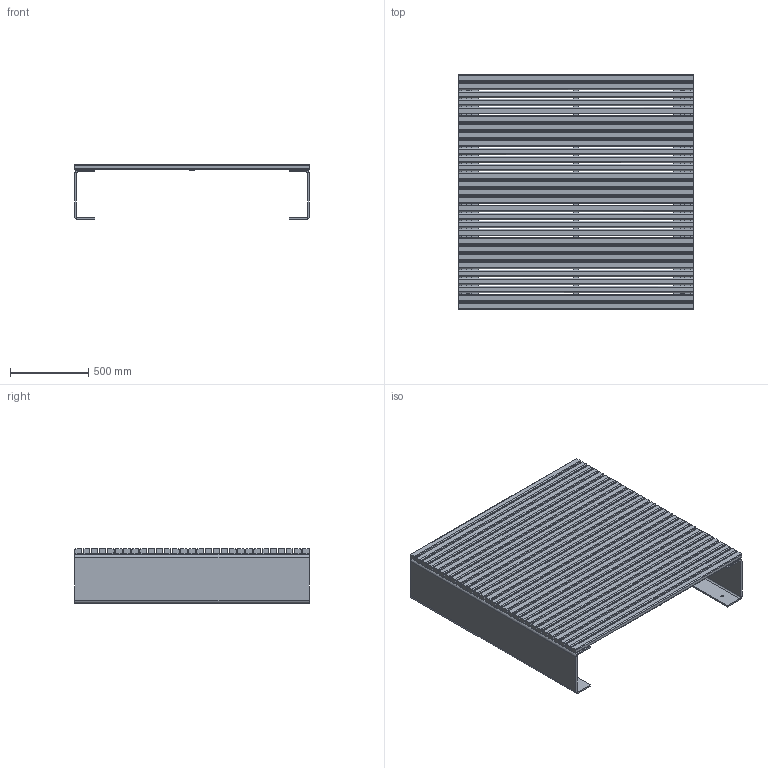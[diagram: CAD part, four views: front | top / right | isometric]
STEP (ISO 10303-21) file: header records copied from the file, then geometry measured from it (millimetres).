
FILE_DESCRIPTION(/* description */ (''),/* implementation_level */ '2;1');
FILE_NAME(/* name */ 'PRT11-A_UAP_PORT_Platform_3D',/* time_stamp */ '2018-01-24T20:37:35-05:00',/* author */ (''),/* organization */ (''),/* preprocessor_version */ 'ST-DEVELOPER v15',/* originating_system */ '',/* authorisation */ '');
FILE_SCHEMA (('AUTOMOTIVE_DESIGN'));
Length unit declared in the file: millimetre
Products named in the file (1): Document
Bounding box: 1500 x 1501 x 350 mm (x, y, z)
Volume: 73738307.5 mm3; surface area: 9809076.8 mm2
Topology: 33 solids, 161 shells, 850 faces, 2332 edges, 1560 vertices
Faces by surface type: bspline 616, plane 234
Entity records: 29884 total; most frequent: CARTESIAN_POINT 15789, ORIENTED_EDGE 4036, EDGE_CURVE 2332, VERTEX_POINT 1560, EDGE_LOOP 1110, ADVANCED_FACE 850, FACE_OUTER_BOUND 850, B_SPLINE_CURVE_WITH_KNOTS 596
